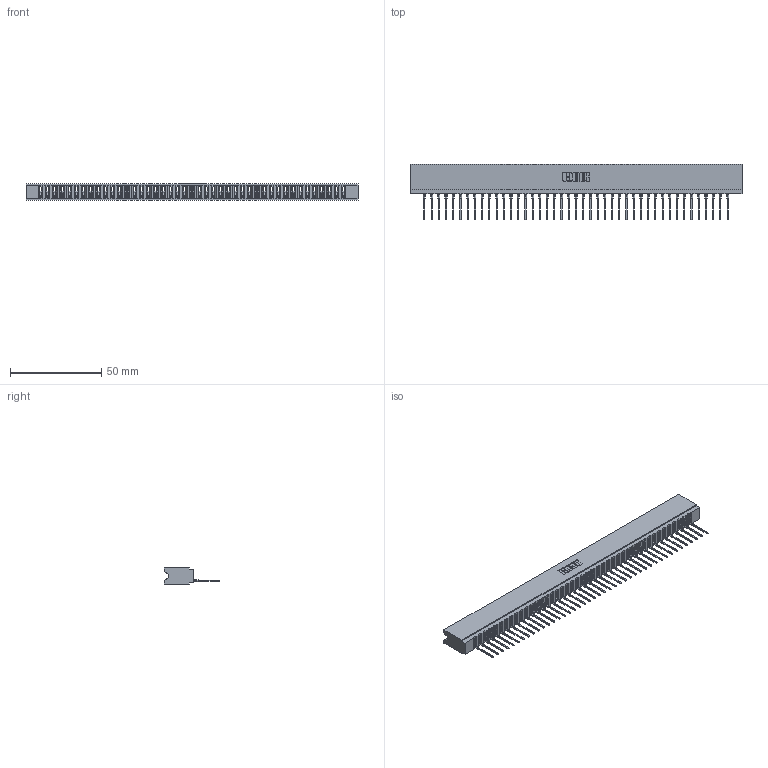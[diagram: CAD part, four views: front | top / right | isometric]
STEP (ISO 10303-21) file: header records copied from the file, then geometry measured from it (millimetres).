
FILE_DESCRIPTION (( 'STEP AP203' ), '1' );
FILE_NAME ('737-043-540-106.STEP', '2020-09-11T03:44:14', ( '' ), ( '' ), 'SwSTEP 2.0', 'SolidWorks 2020', '' );
FILE_SCHEMA (( 'CONFIG_CONTROL_DESIGN' ));
Length unit declared in the file: inch
Products named in the file (3): 745-292-001_540; 737-043-540-106; 737 Part_Insulator Option - 06
Assembly tree (44 placements, depth 2):
  737-043-540-106
    737 Part_Insulator Option - 06
    745-292-001_540  x43
Bounding box: 182.22 x 30.62 x 8.89 mm (x, y, z)
Volume: 17689.4 mm3; surface area: 24310 mm2
Topology: 44 solids, 44 shells, 4954 faces, 13630 edges, 8598 vertices
Faces by surface type: plane 2979, bspline 860, cylinder 857, torus 258
Entity records: 72291 total; most frequent: CARTESIAN_POINT 13247, ORIENTED_EDGE 12728, DIRECTION 11022, EDGE_CURVE 6364, LINE 5924, VECTOR 5924, VERTEX_POINT 4062, AXIS2_PLACEMENT_3D 2549
